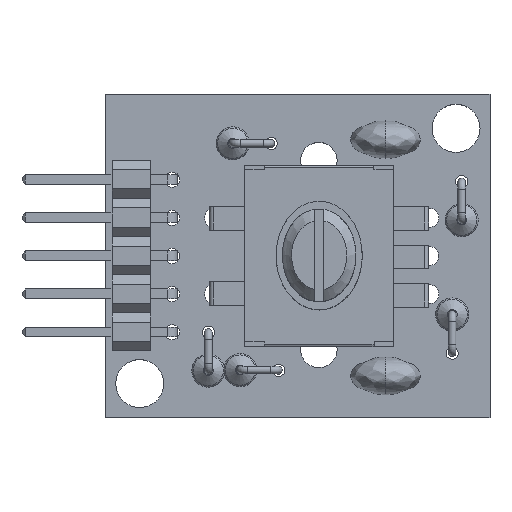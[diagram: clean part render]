
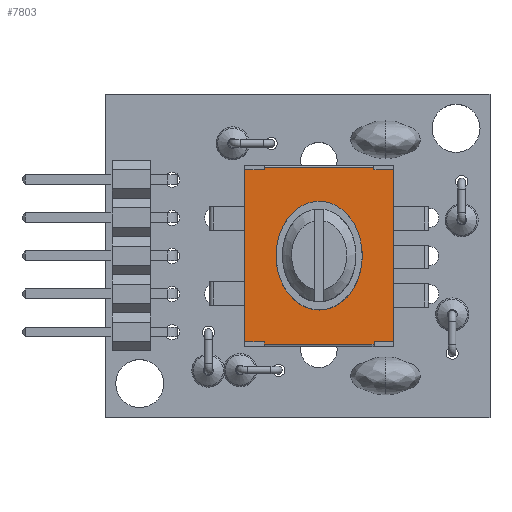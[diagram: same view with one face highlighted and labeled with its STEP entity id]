
A CAD part, top view. The second image highlights one B-rep face of the part: STEP entity #7803.
In plain terms, the highlighted planar face has unit normal (0, 0, 1).
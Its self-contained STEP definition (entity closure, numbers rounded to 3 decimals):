
#726=PLANE('',#8784);
#1100=FACE_OUTER_BOUND('',#1617,.T.);
#1617=EDGE_LOOP('',(#6399,#6400,#6401,#6402,#6403,#6404,#6405,#6406,#6407,
#6408,#6409,#6410,#6411,#6412,#6413,#6414));
#2306=LINE('',#12486,#3095);
#2308=LINE('',#12502,#3097);
#2310=LINE('',#12506,#3099);
#2311=LINE('',#12508,#3100);
#2312=LINE('',#12510,#3101);
#2313=LINE('',#12512,#3102);
#2314=LINE('',#12514,#3103);
#2315=LINE('',#12516,#3104);
#2316=LINE('',#12518,#3105);
#2317=LINE('',#12520,#3106);
#2318=LINE('',#12522,#3107);
#2319=LINE('',#12524,#3108);
#2320=LINE('',#12526,#3109);
#2321=LINE('',#12528,#3110);
#2322=LINE('',#12530,#3111);
#2323=LINE('',#12531,#3112);
#3095=VECTOR('',#10210,20.876);
#3097=VECTOR('',#10214,26.301);
#3099=VECTOR('',#10218,26.301);
#3100=VECTOR('',#10219,20.876);
#3101=VECTOR('',#10220,26.301);
#3102=VECTOR('',#10221,20.876);
#3103=VECTOR('',#10222,26.301);
#3104=VECTOR('',#10223,20.876);
#3105=VECTOR('',#10224,26.301);
#3106=VECTOR('',#10225,20.876);
#3107=VECTOR('',#10226,26.301);
#3108=VECTOR('',#10227,20.876);
#3109=VECTOR('',#10228,26.301);
#3110=VECTOR('',#10229,20.876);
#3111=VECTOR('',#10230,26.301);
#3112=VECTOR('',#10231,20.876);
#3923=VERTEX_POINT('',#12484);
#3924=VERTEX_POINT('',#12485);
#3927=VERTEX_POINT('',#12501);
#3928=VERTEX_POINT('',#12505);
#3929=VERTEX_POINT('',#12507);
#3930=VERTEX_POINT('',#12509);
#3931=VERTEX_POINT('',#12511);
#3932=VERTEX_POINT('',#12513);
#3933=VERTEX_POINT('',#12515);
#3934=VERTEX_POINT('',#12517);
#3935=VERTEX_POINT('',#12519);
#3936=VERTEX_POINT('',#12521);
#3937=VERTEX_POINT('',#12523);
#3938=VERTEX_POINT('',#12525);
#3939=VERTEX_POINT('',#12527);
#3940=VERTEX_POINT('',#12529);
#4800=EDGE_CURVE('',#3923,#3924,#2306,.T.);
#4804=EDGE_CURVE('',#3927,#3924,#2308,.T.);
#4806=EDGE_CURVE('',#3923,#3928,#2310,.T.);
#4807=EDGE_CURVE('',#3928,#3929,#2311,.T.);
#4808=EDGE_CURVE('',#3929,#3930,#2312,.T.);
#4809=EDGE_CURVE('',#3930,#3931,#2313,.T.);
#4810=EDGE_CURVE('',#3931,#3932,#2314,.T.);
#4811=EDGE_CURVE('',#3933,#3932,#2315,.T.);
#4812=EDGE_CURVE('',#3933,#3934,#2316,.T.);
#4813=EDGE_CURVE('',#3934,#3935,#2317,.T.);
#4814=EDGE_CURVE('',#3935,#3936,#2318,.T.);
#4815=EDGE_CURVE('',#3936,#3937,#2319,.T.);
#4816=EDGE_CURVE('',#3937,#3938,#2320,.T.);
#4817=EDGE_CURVE('',#3938,#3939,#2321,.T.);
#4818=EDGE_CURVE('',#3939,#3940,#2322,.T.);
#4819=EDGE_CURVE('',#3940,#3927,#2323,.T.);
#6399=ORIENTED_EDGE('',*,*,#4804,.T.);
#6400=ORIENTED_EDGE('',*,*,#4800,.F.);
#6401=ORIENTED_EDGE('',*,*,#4806,.T.);
#6402=ORIENTED_EDGE('',*,*,#4807,.T.);
#6403=ORIENTED_EDGE('',*,*,#4808,.T.);
#6404=ORIENTED_EDGE('',*,*,#4809,.T.);
#6405=ORIENTED_EDGE('',*,*,#4810,.T.);
#6406=ORIENTED_EDGE('',*,*,#4811,.F.);
#6407=ORIENTED_EDGE('',*,*,#4812,.T.);
#6408=ORIENTED_EDGE('',*,*,#4813,.T.);
#6409=ORIENTED_EDGE('',*,*,#4814,.T.);
#6410=ORIENTED_EDGE('',*,*,#4815,.T.);
#6411=ORIENTED_EDGE('',*,*,#4816,.T.);
#6412=ORIENTED_EDGE('',*,*,#4817,.T.);
#6413=ORIENTED_EDGE('',*,*,#4818,.T.);
#6414=ORIENTED_EDGE('',*,*,#4819,.T.);
#7803=ADVANCED_FACE('',(#1100),#726,.T.);
#8784=AXIS2_PLACEMENT_3D('',#12504,#10216,#10217);
#10210=DIRECTION('',(1.,0.,0.));
#10214=DIRECTION('',(0.,-1.,0.));
#10216=DIRECTION('center_axis',(0.,0.,1.));
#10217=DIRECTION('ref_axis',(1.,0.,0.));
#10218=DIRECTION('',(0.,-1.,0.));
#10219=DIRECTION('',(-1.,0.,0.));
#10220=DIRECTION('',(0.,-1.,0.));
#10221=DIRECTION('',(1.,0.,0.));
#10222=DIRECTION('',(0.,-1.,0.));
#10223=DIRECTION('',(-1.,0.,0.));
#10224=DIRECTION('',(0.,-1.,0.));
#10225=DIRECTION('',(1.,0.,0.));
#10226=DIRECTION('',(0.,1.,0.));
#10227=DIRECTION('',(1.,0.,0.));
#10228=DIRECTION('',(0.,1.,0.));
#10229=DIRECTION('',(-1.,0.,0.));
#10230=DIRECTION('',(0.,1.,0.));
#10231=DIRECTION('',(-1.,0.,0.));
#12484=CARTESIAN_POINT('',(-3.433,6.119,-5.374));
#12485=CARTESIAN_POINT('',(3.874,6.119,-5.374));
#12486=CARTESIAN_POINT('',(0.221,6.119,-5.374));
#12501=CARTESIAN_POINT('',(3.874,6.276,-5.374));
#12502=CARTESIAN_POINT('',(3.874,3.173,-5.374));
#12504=CARTESIAN_POINT('Origin',(-4.733,-5.822,-5.374));
#12505=CARTESIAN_POINT('',(-3.433,5.961,-5.374));
#12506=CARTESIAN_POINT('',(-3.433,3.173,-5.374));
#12507=CARTESIAN_POINT('',(-4.733,5.961,-5.374));
#12508=CARTESIAN_POINT('',(-1.929,5.961,-5.374));
#12509=CARTESIAN_POINT('',(-4.733,-5.507,-5.374));
#12510=CARTESIAN_POINT('',(-4.733,0.227,-5.374));
#12511=CARTESIAN_POINT('',(-3.428,-5.507,-5.374));
#12512=CARTESIAN_POINT('',(-1.928,-5.507,-5.374));
#12513=CARTESIAN_POINT('',(-3.428,-5.664,-5.374));
#12514=CARTESIAN_POINT('',(-3.428,-2.719,-5.374));
#12515=CARTESIAN_POINT('',(3.878,-5.664,-5.374));
#12516=CARTESIAN_POINT('',(0.225,-5.664,-5.374));
#12517=CARTESIAN_POINT('',(3.878,-5.822,-5.374));
#12518=CARTESIAN_POINT('',(3.878,-2.719,-5.374));
#12519=CARTESIAN_POINT('',(3.882,-5.822,-5.374));
#12520=CARTESIAN_POINT('',(0.225,-5.822,-5.374));
#12521=CARTESIAN_POINT('',(3.882,-5.507,-5.374));
#12522=CARTESIAN_POINT('',(3.882,-2.719,-5.374));
#12523=CARTESIAN_POINT('',(5.183,-5.507,-5.374));
#12524=CARTESIAN_POINT('',(2.379,-5.507,-5.374));
#12525=CARTESIAN_POINT('',(5.183,5.961,-5.374));
#12526=CARTESIAN_POINT('',(5.183,0.227,-5.374));
#12527=CARTESIAN_POINT('',(3.882,5.961,-5.374));
#12528=CARTESIAN_POINT('',(2.379,5.961,-5.374));
#12529=CARTESIAN_POINT('',(3.882,6.276,-5.374));
#12530=CARTESIAN_POINT('',(3.882,3.173,-5.374));
#12531=CARTESIAN_POINT('',(0.225,6.276,-5.374));
